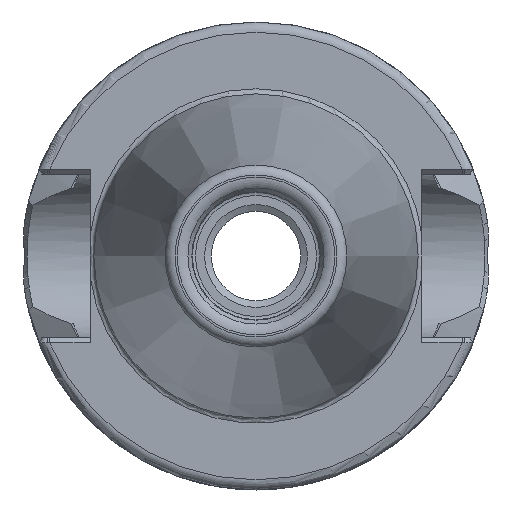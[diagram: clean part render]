
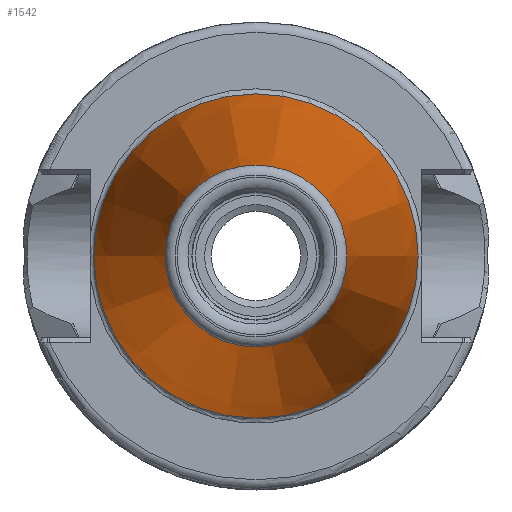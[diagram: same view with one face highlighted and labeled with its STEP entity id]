
A CAD part, left-side view. The second image highlights one B-rep face of the part: STEP entity #1542.
In plain terms, the highlighted conical face has half-angle 8.297 degrees and reference radius 12.437 mm.
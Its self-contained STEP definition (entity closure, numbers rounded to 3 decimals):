
#148=CIRCLE('',#1686,8.941);
#149=CIRCLE('',#1687,8.941);
#150=CIRCLE('',#1688,8.941);
#152=CIRCLE('',#1691,15.933);
#153=CIRCLE('',#1692,15.933);
#197=CONICAL_SURFACE('',#1690,12.437,0.145);
#262=FACE_OUTER_BOUND('',#345,.T.);
#345=EDGE_LOOP('',(#1350,#1351,#1352,#1353,#1354,#1355,#1356));
#438=LINE('',#3347,#511);
#511=VECTOR('',#2040,12.437);
#706=VERTEX_POINT('',#3335);
#707=VERTEX_POINT('',#3336);
#708=VERTEX_POINT('',#3338);
#709=VERTEX_POINT('',#3343);
#710=VERTEX_POINT('',#3344);
#933=EDGE_CURVE('',#706,#707,#148,.T.);
#934=EDGE_CURVE('',#708,#706,#149,.T.);
#935=EDGE_CURVE('',#707,#708,#150,.T.);
#937=EDGE_CURVE('',#709,#710,#152,.T.);
#938=EDGE_CURVE('',#710,#709,#153,.T.);
#939=EDGE_CURVE('',#710,#708,#438,.T.);
#1350=ORIENTED_EDGE('',*,*,#937,.F.);
#1351=ORIENTED_EDGE('',*,*,#938,.F.);
#1352=ORIENTED_EDGE('',*,*,#939,.T.);
#1353=ORIENTED_EDGE('',*,*,#934,.T.);
#1354=ORIENTED_EDGE('',*,*,#933,.T.);
#1355=ORIENTED_EDGE('',*,*,#935,.T.);
#1356=ORIENTED_EDGE('',*,*,#939,.F.);
#1542=ADVANCED_FACE('',(#262),#197,.T.);
#1686=AXIS2_PLACEMENT_3D('',#3337,#2026,#2027);
#1687=AXIS2_PLACEMENT_3D('',#3339,#2028,#2029);
#1688=AXIS2_PLACEMENT_3D('',#3340,#2030,#2031);
#1690=AXIS2_PLACEMENT_3D('',#3342,#2034,#2035);
#1691=AXIS2_PLACEMENT_3D('',#3345,#2036,#2037);
#1692=AXIS2_PLACEMENT_3D('',#3346,#2038,#2039);
#2026=DIRECTION('center_axis',(1.,0.,0.));
#2027=DIRECTION('ref_axis',(0.,0.,-1.));
#2028=DIRECTION('center_axis',(1.,0.,0.));
#2029=DIRECTION('ref_axis',(0.,0.,-1.));
#2030=DIRECTION('center_axis',(1.,0.,0.));
#2031=DIRECTION('ref_axis',(0.,0.,-1.));
#2034=DIRECTION('center_axis',(1.,0.,0.));
#2035=DIRECTION('ref_axis',(0.,1.,0.));
#2036=DIRECTION('center_axis',(1.,0.,0.));
#2037=DIRECTION('ref_axis',(0.,0.,-1.));
#2038=DIRECTION('center_axis',(1.,0.,0.));
#2039=DIRECTION('ref_axis',(0.,0.,-1.));
#2040=DIRECTION('',(-0.99,0.144,0.));
#3335=CARTESIAN_POINT('',(-47.944,8.941,0.));
#3336=CARTESIAN_POINT('',(-47.944,0.,8.941));
#3337=CARTESIAN_POINT('Origin',(-47.944,0.,
0.));
#3338=CARTESIAN_POINT('',(-47.944,-8.941,0.));
#3339=CARTESIAN_POINT('Origin',(-47.944,0.,
0.));
#3340=CARTESIAN_POINT('Origin',(-47.944,0.,
0.));
#3342=CARTESIAN_POINT('Origin',(-23.972,0.,
0.));
#3343=CARTESIAN_POINT('',(0.,15.933,0.));
#3344=CARTESIAN_POINT('',(0.,-15.933,0.));
#3345=CARTESIAN_POINT('Origin',(0.,0.,
0.));
#3346=CARTESIAN_POINT('Origin',(0.,0.,
0.));
#3347=CARTESIAN_POINT('',(-23.972,-12.437,0.));
